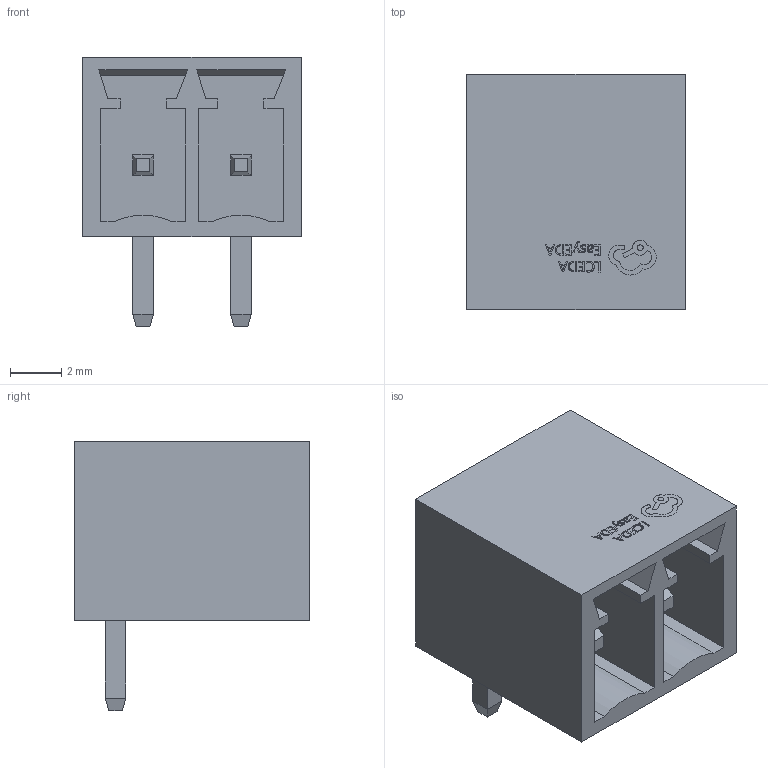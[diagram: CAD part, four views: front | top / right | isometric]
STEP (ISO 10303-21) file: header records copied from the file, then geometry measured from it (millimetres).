
FILE_DESCRIPTION(('FreeCAD Model'),'2;1');
FILE_NAME('Open CASCADE Shape Model','2024-06-11T17:48:36',(''),(''), 'Open CASCADE STEP processor 7.6','FreeCAD','Unknown');
FILE_SCHEMA(('AUTOMOTIVE_DESIGN { 1 0 10303 214 1 1 1 1 }'));
Length unit declared in the file: millimetre
Products named in the file (2): CONN-TH_2P-P3.81_WJ15EDGRC-3.81-2P; COMPOUND
Assembly tree (1 placements, depth 2):
  CONN-TH_2P-P3.81_WJ15EDGRC-3.81-2P
    COMPOUND
Bounding box: 8.5 x 9.15 x 10.5 mm (x, y, z)
Volume: 294.7 mm3; surface area: 789.9 mm2
Topology: 14 solids, 14 shells, 418 faces, 3303 edges, 9534 vertices
Faces by surface type: plane 290, bspline 118, cylinder 10
Entity records: 61482 total; most frequent: CARTESIAN_POINT 21447, DIRECTION 5011, LINE 4229, VECTOR 4229, GEOMETRIC_CURVE_SET 2203, ORIENTED_EDGE 2202, PCURVE 2202, DEFINITIONAL_REPRESENTATION 2202
